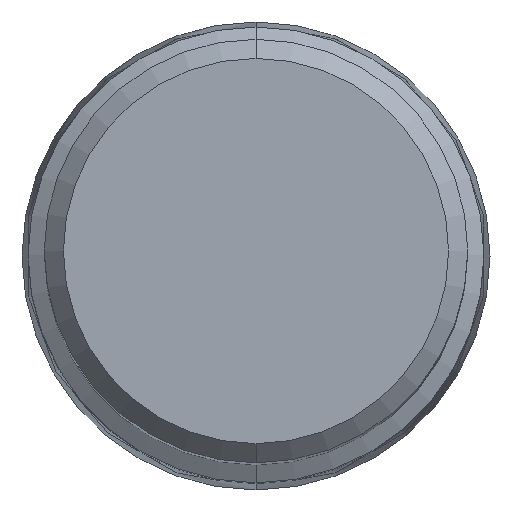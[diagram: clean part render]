
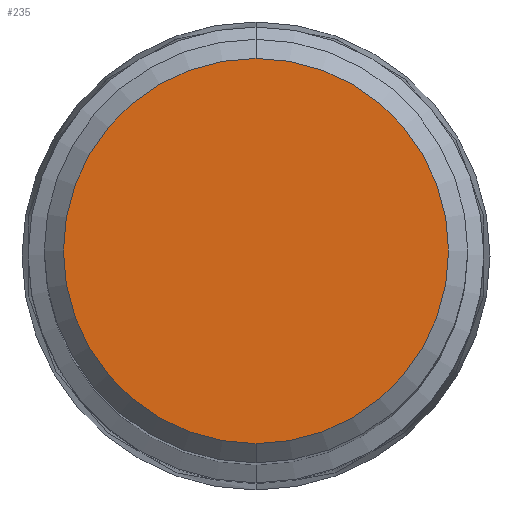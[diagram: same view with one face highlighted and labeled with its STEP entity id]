
A CAD part, top view. The second image highlights one B-rep face of the part: STEP entity #235.
In plain terms, the highlighted planar face has unit normal (0, 0, 1).
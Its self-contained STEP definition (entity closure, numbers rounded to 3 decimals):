
#161=VERTEX_POINT('',#395);
#221=EDGE_CURVE('',#319,#161,#463,.T.);
#235=ADVANCED_FACE('',(#478),#479,.T.);
#319=VERTEX_POINT('',#574);
#325=EDGE_CURVE('',#161,#319,#581,.T.);
#395=CARTESIAN_POINT('',(0.,-8.05,0.0));
#463=CIRCLE('',#741,8.05);
#478=FACE_OUTER_BOUND('',#761,.T.);
#479=PLANE('',#762);
#574=CARTESIAN_POINT('',(0.0,8.05,0.0));
#581=CIRCLE('',#896,8.05);
#741=AXIS2_PLACEMENT_3D('',#1055,#1056,#1057);
#761=EDGE_LOOP('',(#1077,#1078));
#762=AXIS2_PLACEMENT_3D('',#1079,#1080,#1081);
#896=AXIS2_PLACEMENT_3D('',#1208,#1209,#1210);
#1055=CARTESIAN_POINT('',(0.0,0.0,0.0));
#1056=DIRECTION('',(0.0,0.0,-1.0));
#1057=DIRECTION('',(0.0,1.0,0.0));
#1077=ORIENTED_EDGE('',*,*,#221,.F.);
#1078=ORIENTED_EDGE('',*,*,#325,.F.);
#1079=CARTESIAN_POINT('',(0.0,4.025,0.0));
#1080=DIRECTION('',(-0.0,0.0,1.0));
#1081=DIRECTION('',(0.0,-1.0,0.0));
#1208=CARTESIAN_POINT('',(0.0,0.0,0.0));
#1209=DIRECTION('',(0.0,0.0,-1.0));
#1210=DIRECTION('',(0.0,1.0,0.0));
